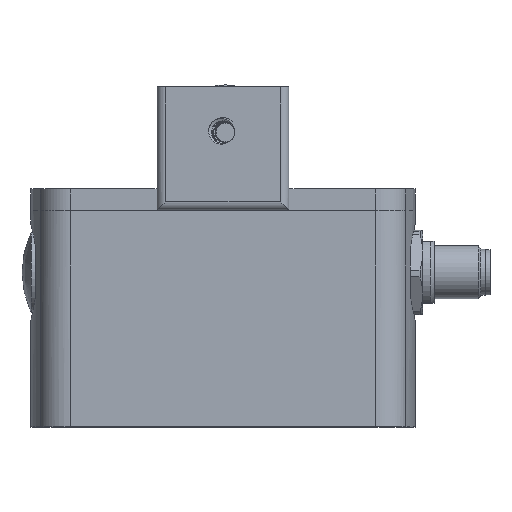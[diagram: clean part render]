
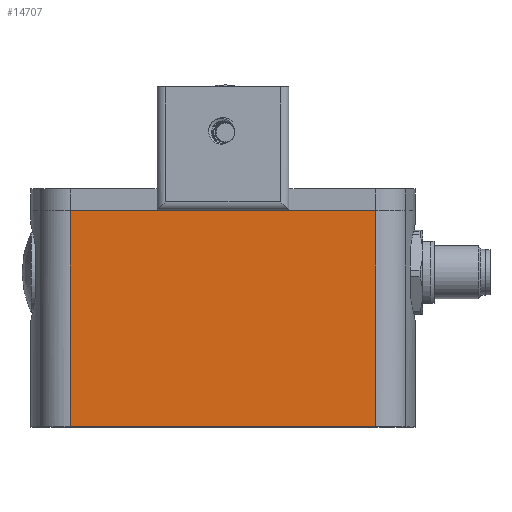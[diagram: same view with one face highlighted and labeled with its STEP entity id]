
A CAD part, front view. The second image highlights one B-rep face of the part: STEP entity #14707.
In plain terms, the highlighted planar face has unit normal (0, -1, 0).
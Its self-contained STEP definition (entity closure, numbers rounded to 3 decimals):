
#785=PLANE('',#16010);
#2429=FACE_OUTER_BOUND('',#3230,.T.);
#3230=EDGE_LOOP('',(#12683,#12684,#12685,#12686));
#3792=LINE('',#30814,#4709);
#3879=LINE('',#36270,#4796);
#4257=LINE('',#50041,#5174);
#4258=LINE('',#50043,#5175);
#4709=VECTOR('',#17663,69.52);
#4796=VECTOR('',#17908,69.52);
#5174=VECTOR('',#18942,49.1);
#5175=VECTOR('',#18945,49.1);
#6651=VERTEX_POINT('',#30811);
#6652=VERTEX_POINT('',#30813);
#6854=VERTEX_POINT('',#36267);
#6855=VERTEX_POINT('',#36269);
#8411=EDGE_CURVE('',#6651,#6652,#3792,.T.);
#8683=EDGE_CURVE('',#6854,#6855,#3879,.T.);
#9316=EDGE_CURVE('',#6855,#6651,#4257,.T.);
#9317=EDGE_CURVE('',#6854,#6652,#4258,.T.);
#12683=ORIENTED_EDGE('',*,*,#9317,.T.);
#12684=ORIENTED_EDGE('',*,*,#8411,.F.);
#12685=ORIENTED_EDGE('',*,*,#9316,.F.);
#12686=ORIENTED_EDGE('',*,*,#8683,.F.);
#14707=ADVANCED_FACE('',(#2429),#785,.F.);
#16010=AXIS2_PLACEMENT_3D('',#50042,#18943,#18944);
#17663=DIRECTION('',(-1.,0.,0.));
#17908=DIRECTION('',(1.,0.,0.));
#18942=DIRECTION('',(0.,0.,-1.));
#18943=DIRECTION('center_axis',(0.,1.,0.));
#18944=DIRECTION('ref_axis',(0.,0.,1.));
#18945=DIRECTION('',(0.,0.,-1.));
#30811=CARTESIAN_POINT('',(82.522,28.251,35.776));
#30813=CARTESIAN_POINT('',(13.002,28.251,35.776));
#30814=CARTESIAN_POINT('',(82.522,28.251,35.776));
#36267=CARTESIAN_POINT('',(13.002,28.251,84.876));
#36269=CARTESIAN_POINT('',(82.522,28.251,84.876));
#36270=CARTESIAN_POINT('',(13.002,28.251,84.876));
#50041=CARTESIAN_POINT('',(82.522,28.251,84.876));
#50042=CARTESIAN_POINT('Origin',(13.002,28.251,84.876));
#50043=CARTESIAN_POINT('',(13.002,28.251,84.876));
